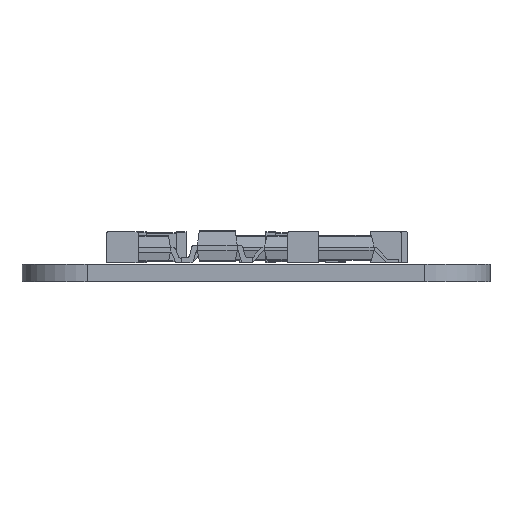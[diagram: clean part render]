
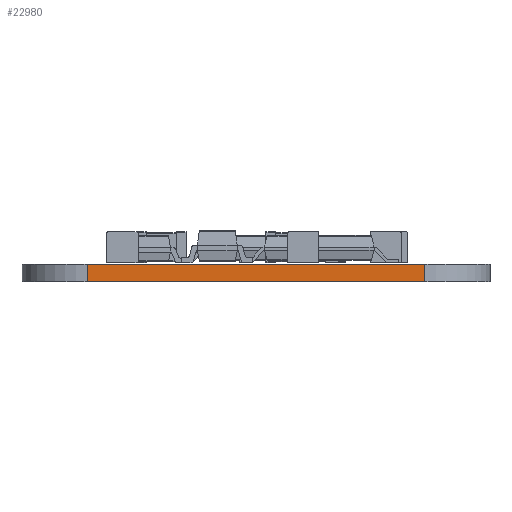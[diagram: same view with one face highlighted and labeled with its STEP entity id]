
A CAD part, front view. The second image highlights one B-rep face of the part: STEP entity #22980.
In plain terms, the highlighted planar face has unit normal (0, -1, 0).
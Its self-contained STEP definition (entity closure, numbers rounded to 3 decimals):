
#22128 = VERTEX_POINT('',#22129);
#22129 = CARTESIAN_POINT('',(0.836,-40.714,0.));
#22136 = EDGE_CURVE('',#22137,#22128,#22139,.T.);
#22137 = VERTEX_POINT('',#22138);
#22138 = CARTESIAN_POINT('',(14.404,-40.714,0.));
#22139 = LINE('',#22140,#22141);
#22140 = CARTESIAN_POINT('',(14.404,-40.714,0.));
#22141 = VECTOR('',#22142,1.);
#22142 = DIRECTION('',(-1.,0.,0.));
#22549 = VERTEX_POINT('',#22550);
#22550 = CARTESIAN_POINT('',(0.836,-40.714,0.7));
#22557 = EDGE_CURVE('',#22558,#22549,#22560,.T.);
#22558 = VERTEX_POINT('',#22559);
#22559 = CARTESIAN_POINT('',(14.404,-40.714,0.7));
#22560 = LINE('',#22561,#22562);
#22561 = CARTESIAN_POINT('',(14.404,-40.714,0.7));
#22562 = VECTOR('',#22563,1.);
#22563 = DIRECTION('',(-1.,0.,0.));
#22952 = EDGE_CURVE('',#22137,#22558,#22953,.T.);
#22953 = LINE('',#22954,#22955);
#22954 = CARTESIAN_POINT('',(14.404,-40.714,0.));
#22955 = VECTOR('',#22956,1.);
#22956 = DIRECTION('',(0.,0.,1.));
#22980 = ADVANCED_FACE('',(#22981),#22992,.T.);
#22981 = FACE_BOUND('',#22982,.T.);
#22982 = EDGE_LOOP('',(#22983,#22984,#22985,#22991));
#22983 = ORIENTED_EDGE('',*,*,#22952,.T.);
#22984 = ORIENTED_EDGE('',*,*,#22557,.T.);
#22985 = ORIENTED_EDGE('',*,*,#22986,.F.);
#22986 = EDGE_CURVE('',#22128,#22549,#22987,.T.);
#22987 = LINE('',#22988,#22989);
#22988 = CARTESIAN_POINT('',(0.836,-40.714,0.));
#22989 = VECTOR('',#22990,1.);
#22990 = DIRECTION('',(0.,0.,1.));
#22991 = ORIENTED_EDGE('',*,*,#22136,.F.);
#22992 = PLANE('',#22993);
#22993 = AXIS2_PLACEMENT_3D('',#22994,#22995,#22996);
#22994 = CARTESIAN_POINT('',(14.404,-40.714,0.));
#22995 = DIRECTION('',(0.,-1.,0.));
#22996 = DIRECTION('',(-1.,0.,0.));
